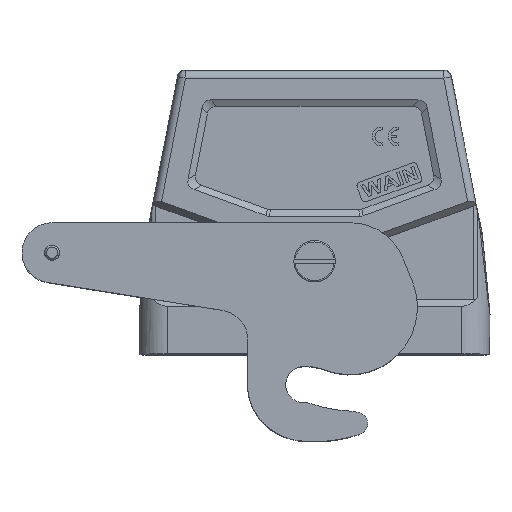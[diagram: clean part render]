
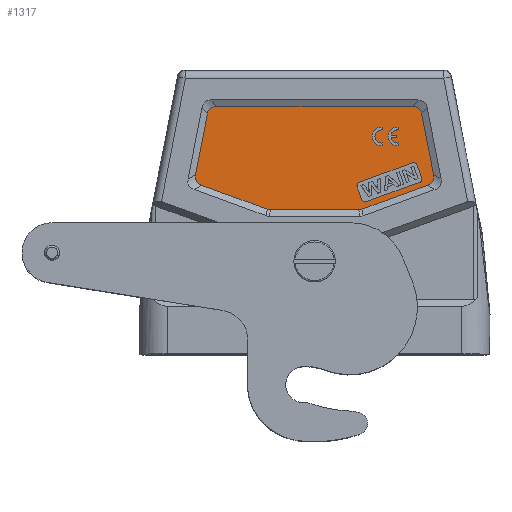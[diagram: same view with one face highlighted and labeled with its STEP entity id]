
A CAD part, top view. The second image highlights one B-rep face of the part: STEP entity #1317.
In plain terms, the highlighted planar face has unit normal (0, 0, 1).
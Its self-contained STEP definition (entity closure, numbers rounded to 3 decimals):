
#278=FACE_BOUND('',#2967,.T.);
#279=FACE_BOUND('',#2968,.T.);
#365=CIRCLE('',#12846,1.);
#366=CIRCLE('',#12847,1.);
#367=CIRCLE('',#12848,1.);
#368=CIRCLE('',#12849,1.);
#369=CIRCLE('',#12850,1.);
#370=CIRCLE('',#12851,1.);
#1317=ADVANCED_FACE('',(#278,#279),#2010,.F.);
#2010=PLANE('',#12852);
#2967=EDGE_LOOP('',(#5694,#5695,#5696,#5697,#5698,#5699,#5700,#5701,#5702,
#5703,#5704,#5705));
#2968=EDGE_LOOP('',(#5706,#5707,#5708,#5709,#5710,#5711,#5712,#5713,#5714,
#5715));
#3741=LINE('',#18060,#4666);
#3744=LINE('',#18071,#4669);
#3747=LINE('',#18082,#4672);
#3750=LINE('',#18093,#4675);
#3754=LINE('',#18106,#4679);
#3755=LINE('',#18118,#4680);
#3756=LINE('',#18124,#4681);
#3757=LINE('',#18128,#4682);
#3758=LINE('',#18134,#4683);
#3759=LINE('',#18138,#4684);
#4666=VECTOR('',#14227,1.);
#4669=VECTOR('',#14234,1.);
#4672=VECTOR('',#14241,1.);
#4675=VECTOR('',#14248,1.);
#4679=VECTOR('',#14256,1.);
#4680=VECTOR('',#14259,1.);
#4681=VECTOR('',#14264,1.);
#4682=VECTOR('',#14267,1.);
#4683=VECTOR('',#14272,1.);
#4684=VECTOR('',#14275,1.);
#5694=ORIENTED_EDGE('',*,*,#10684,.T.);
#5695=ORIENTED_EDGE('',*,*,#10683,.T.);
#5696=ORIENTED_EDGE('',*,*,#10680,.T.);
#5697=ORIENTED_EDGE('',*,*,#10678,.T.);
#5698=ORIENTED_EDGE('',*,*,#10676,.F.);
#5699=ORIENTED_EDGE('',*,*,#10674,.T.);
#5700=ORIENTED_EDGE('',*,*,#10672,.T.);
#5701=ORIENTED_EDGE('',*,*,#10670,.T.);
#5702=ORIENTED_EDGE('',*,*,#10668,.T.);
#5703=ORIENTED_EDGE('',*,*,#10666,.T.);
#5704=ORIENTED_EDGE('',*,*,#10685,.F.);
#5705=ORIENTED_EDGE('',*,*,#10686,.T.);
#5706=ORIENTED_EDGE('',*,*,#10687,.F.);
#5707=ORIENTED_EDGE('',*,*,#10688,.F.);
#5708=ORIENTED_EDGE('',*,*,#10689,.F.);
#5709=ORIENTED_EDGE('',*,*,#10690,.F.);
#5710=ORIENTED_EDGE('',*,*,#10691,.F.);
#5711=ORIENTED_EDGE('',*,*,#10692,.F.);
#5712=ORIENTED_EDGE('',*,*,#10693,.F.);
#5713=ORIENTED_EDGE('',*,*,#10694,.F.);
#5714=ORIENTED_EDGE('',*,*,#10695,.F.);
#5715=ORIENTED_EDGE('',*,*,#10696,.F.);
#9412=VERTEX_POINT('',#18059);
#9413=VERTEX_POINT('',#18061);
#9414=VERTEX_POINT('',#18068);
#9415=VERTEX_POINT('',#18072);
#9416=VERTEX_POINT('',#18079);
#9417=VERTEX_POINT('',#18083);
#9418=VERTEX_POINT('',#18090);
#9419=VERTEX_POINT('',#18094);
#9420=VERTEX_POINT('',#18101);
#9421=VERTEX_POINT('',#18105);
#9422=VERTEX_POINT('',#18112);
#9423=VERTEX_POINT('',#18117);
#9424=VERTEX_POINT('',#18120);
#9425=VERTEX_POINT('',#18121);
#9426=VERTEX_POINT('',#18123);
#9427=VERTEX_POINT('',#18125);
#9428=VERTEX_POINT('',#18127);
#9429=VERTEX_POINT('',#18129);
#9430=VERTEX_POINT('',#18131);
#9431=VERTEX_POINT('',#18133);
#9432=VERTEX_POINT('',#18135);
#9433=VERTEX_POINT('',#18137);
#10666=EDGE_CURVE('',#9413,#9412,#3741,.T.);
#10668=EDGE_CURVE('',#9414,#9413,#12496,.T.);
#10670=EDGE_CURVE('',#9415,#9414,#3744,.T.);
#10672=EDGE_CURVE('',#9416,#9415,#12497,.T.);
#10674=EDGE_CURVE('',#9417,#9416,#3747,.T.);
#10676=EDGE_CURVE('',#9417,#9418,#12498,.T.);
#10678=EDGE_CURVE('',#9419,#9418,#3750,.T.);
#10680=EDGE_CURVE('',#9420,#9419,#12499,.T.);
#10683=EDGE_CURVE('',#9421,#9420,#3754,.T.);
#10684=EDGE_CURVE('',#9422,#9421,#12500,.T.);
#10685=EDGE_CURVE('',#9423,#9412,#12501,.T.);
#10686=EDGE_CURVE('',#9423,#9422,#3755,.T.);
#10687=EDGE_CURVE('',#9424,#9425,#365,.T.);
#10688=EDGE_CURVE('',#9426,#9424,#366,.T.);
#10689=EDGE_CURVE('',#9427,#9426,#3756,.T.);
#10690=EDGE_CURVE('',#9428,#9427,#367,.T.);
#10691=EDGE_CURVE('',#9429,#9428,#3757,.T.);
#10692=EDGE_CURVE('',#9430,#9429,#368,.T.);
#10693=EDGE_CURVE('',#9431,#9430,#369,.T.);
#10694=EDGE_CURVE('',#9432,#9431,#3758,.T.);
#10695=EDGE_CURVE('',#9433,#9432,#370,.T.);
#10696=EDGE_CURVE('',#9425,#9433,#3759,.T.);
#12496=B_SPLINE_CURVE_WITH_KNOTS('',3,(#18064,#18065,#18066,#18067),
 .UNSPECIFIED.,.F.,.F.,(4,4),(0.,1.),.UNSPECIFIED.);
#12497=B_SPLINE_CURVE_WITH_KNOTS('',3,(#18075,#18076,#18077,#18078),
 .UNSPECIFIED.,.F.,.F.,(4,4),(0.,1.),.UNSPECIFIED.);
#12498=B_SPLINE_CURVE_WITH_KNOTS('',3,(#18086,#18087,#18088,#18089),
 .UNSPECIFIED.,.F.,.F.,(4,4),(0.,1.),.UNSPECIFIED.);
#12499=B_SPLINE_CURVE_WITH_KNOTS('',3,(#18097,#18098,#18099,#18100),
 .UNSPECIFIED.,.F.,.F.,(4,4),(0.,1.),.UNSPECIFIED.);
#12500=B_SPLINE_CURVE_WITH_KNOTS('',3,(#18108,#18109,#18110,#18111),
 .UNSPECIFIED.,.F.,.F.,(4,4),(0.,1.),.UNSPECIFIED.);
#12501=B_SPLINE_CURVE_WITH_KNOTS('',3,(#18113,#18114,#18115,#18116),
 .UNSPECIFIED.,.F.,.F.,(4,4),(0.,1.),.UNSPECIFIED.);
#12846=AXIS2_PLACEMENT_3D('',#18119,#14260,#14261);
#12847=AXIS2_PLACEMENT_3D('',#18122,#14262,#14263);
#12848=AXIS2_PLACEMENT_3D('',#18126,#14265,#14266);
#12849=AXIS2_PLACEMENT_3D('',#18130,#14268,#14269);
#12850=AXIS2_PLACEMENT_3D('',#18132,#14270,#14271);
#12851=AXIS2_PLACEMENT_3D('',#18136,#14273,#14274);
#12852=AXIS2_PLACEMENT_3D('',#18139,#14276,#14277);
#14227=DIRECTION('',(0.94,0.342,0.));
#14234=DIRECTION('',(1.,0.,0.));
#14241=DIRECTION('',(0.94,-0.342,0.));
#14248=DIRECTION('',(-0.191,-0.982,0.));
#14256=DIRECTION('',(-1.,0.,0.));
#14259=DIRECTION('',(-0.191,0.982,0.));
#14260=DIRECTION('',(0.,0.,1.));
#14261=DIRECTION('',(-1.,0.,0.));
#14262=DIRECTION('',(0.,0.,1.));
#14263=DIRECTION('',(-0.342,0.94,0.));
#14264=DIRECTION('',(-0.94,-0.342,0.));
#14265=DIRECTION('',(0.,0.,1.));
#14266=DIRECTION('',(0.94,0.342,0.));
#14267=DIRECTION('',(-0.342,0.94,0.));
#14268=DIRECTION('',(0.,0.,1.));
#14269=DIRECTION('',(1.,0.,0.));
#14270=DIRECTION('',(0.,0.,1.));
#14271=DIRECTION('',(0.342,-0.94,0.));
#14272=DIRECTION('',(0.94,0.342,0.));
#14273=DIRECTION('',(0.,0.,1.));
#14274=DIRECTION('',(-0.94,-0.342,0.));
#14275=DIRECTION('',(0.342,-0.94,0.));
#14276=DIRECTION('',(0.,0.,-1.));
#14277=DIRECTION('',(-1.,0.,0.));
#18059=CARTESIAN_POINT('',(30.113,13.254,21.5));
#18060=CARTESIAN_POINT('',(12.609,6.883,21.5));
#18061=CARTESIAN_POINT('',(12.609,6.883,21.5));
#18064=CARTESIAN_POINT('',(11.754,6.732,21.5));
#18065=CARTESIAN_POINT('',(12.048,6.732,21.5));
#18066=CARTESIAN_POINT('',(12.333,6.782,21.5));
#18067=CARTESIAN_POINT('',(12.609,6.883,21.5));
#18068=CARTESIAN_POINT('',(11.754,6.732,21.5));
#18071=CARTESIAN_POINT('',(-11.754,6.732,21.5));
#18072=CARTESIAN_POINT('',(-11.754,6.732,21.5));
#18075=CARTESIAN_POINT('',(-12.609,6.883,21.5));
#18076=CARTESIAN_POINT('',(-12.333,6.782,21.5));
#18077=CARTESIAN_POINT('',(-12.048,6.732,21.5));
#18078=CARTESIAN_POINT('',(-11.754,6.732,21.5));
#18079=CARTESIAN_POINT('',(-12.609,6.883,21.5));
#18082=CARTESIAN_POINT('',(-30.113,13.254,21.5));
#18083=CARTESIAN_POINT('',(-30.113,13.254,21.5));
#18086=CARTESIAN_POINT('',(-30.113,13.254,21.5));
#18087=CARTESIAN_POINT('',(-31.439,13.736,21.5));
#18088=CARTESIAN_POINT('',(-31.981,14.695,21.5));
#18089=CARTESIAN_POINT('',(-31.712,16.08,21.5));
#18090=CARTESIAN_POINT('',(-31.712,16.08,21.5));
#18093=CARTESIAN_POINT('',(-28.57,32.245,21.5));
#18094=CARTESIAN_POINT('',(-28.57,32.245,21.5));
#18097=CARTESIAN_POINT('',(-26.116,34.268,21.5));
#18098=CARTESIAN_POINT('',(-27.453,34.268,21.5));
#18099=CARTESIAN_POINT('',(-28.315,33.558,21.5));
#18100=CARTESIAN_POINT('',(-28.57,32.245,21.5));
#18101=CARTESIAN_POINT('',(-26.116,34.268,21.5));
#18105=CARTESIAN_POINT('',(26.116,34.268,21.5));
#18106=CARTESIAN_POINT('',(26.116,34.268,21.5));
#18108=CARTESIAN_POINT('',(28.57,32.245,21.5));
#18109=CARTESIAN_POINT('',(28.315,33.557,21.5));
#18110=CARTESIAN_POINT('',(27.454,34.268,21.5));
#18111=CARTESIAN_POINT('',(26.116,34.268,21.5));
#18112=CARTESIAN_POINT('',(28.57,32.245,21.5));
#18113=CARTESIAN_POINT('',(31.712,16.08,21.5));
#18114=CARTESIAN_POINT('',(31.981,14.695,21.5));
#18115=CARTESIAN_POINT('',(31.439,13.736,21.5));
#18116=CARTESIAN_POINT('',(30.113,13.254,21.5));
#18117=CARTESIAN_POINT('',(31.712,16.08,21.5));
#18118=CARTESIAN_POINT('',(31.712,16.08,21.5));
#18119=CARTESIAN_POINT('',(12.304,13.157,21.5));
#18120=CARTESIAN_POINT('',(11.304,13.157,21.5));
#18121=CARTESIAN_POINT('',(11.364,12.815,21.5));
#18122=CARTESIAN_POINT('',(12.304,13.157,21.5));
#18123=CARTESIAN_POINT('',(11.962,14.097,21.5));
#18124=CARTESIAN_POINT('',(26.058,19.227,21.5));
#18125=CARTESIAN_POINT('',(26.058,19.227,21.5));
#18126=CARTESIAN_POINT('',(26.4,18.287,21.5));
#18127=CARTESIAN_POINT('',(27.339,18.629,21.5));
#18128=CARTESIAN_POINT('',(28.536,15.34,21.5));
#18129=CARTESIAN_POINT('',(28.536,15.34,21.5));
#18130=CARTESIAN_POINT('',(27.597,14.998,21.5));
#18131=CARTESIAN_POINT('',(28.597,14.998,21.5));
#18132=CARTESIAN_POINT('',(27.597,14.998,21.5));
#18133=CARTESIAN_POINT('',(27.939,14.059,21.5));
#18134=CARTESIAN_POINT('',(13.843,8.928,21.5));
#18135=CARTESIAN_POINT('',(13.843,8.928,21.5));
#18136=CARTESIAN_POINT('',(13.501,9.868,21.5));
#18137=CARTESIAN_POINT('',(12.562,9.526,21.5));
#18138=CARTESIAN_POINT('',(11.364,12.815,21.5));
#18139=CARTESIAN_POINT('',(-34.102,12.862,21.5));
